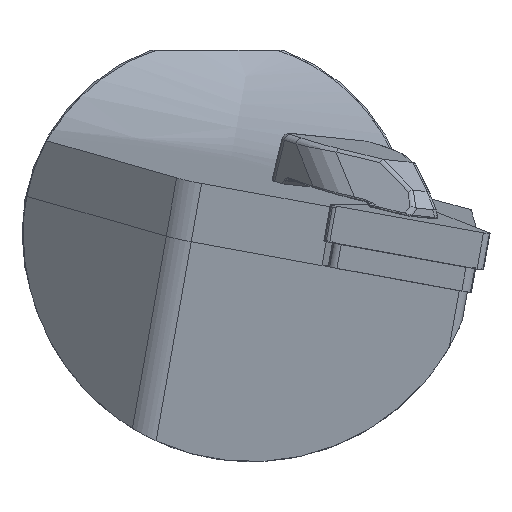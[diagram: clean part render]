
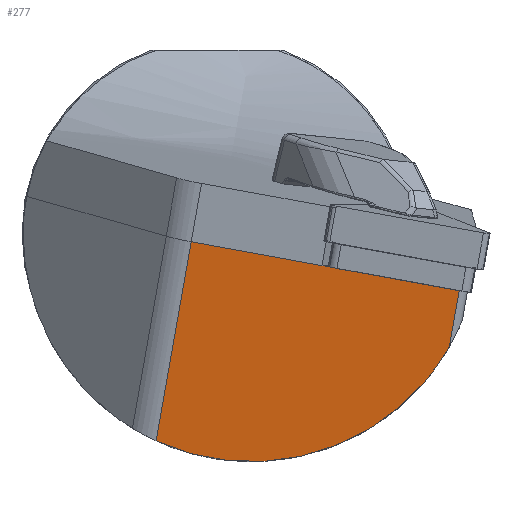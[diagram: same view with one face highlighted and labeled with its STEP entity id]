
A CAD part, left-side view. The second image highlights one B-rep face of the part: STEP entity #277.
In plain terms, the highlighted planar face has unit normal (-0.993, 0.069, -0.094).
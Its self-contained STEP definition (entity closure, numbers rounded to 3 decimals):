
#185=ELLIPSE('',#1804,29.451,29.25);
#277=ADVANCED_FACE('',(#418),#370,.F.);
#370=PLANE('',#1836);
#418=FACE_OUTER_BOUND('',#520,.T.);
#520=EDGE_LOOP('',(#957,#958,#959,#960,#961,#962));
#609=LINE('',#2504,#722);
#620=LINE('',#2603,#733);
#633=LINE('',#3088,#746);
#634=LINE('',#3090,#747);
#635=LINE('',#3091,#748);
#722=VECTOR('',#1996,1.);
#733=VECTOR('',#2031,1.);
#746=VECTOR('',#2098,1.);
#747=VECTOR('',#2101,1.);
#748=VECTOR('',#2102,1.);
#957=ORIENTED_EDGE('',*,*,#1562,.T.);
#958=ORIENTED_EDGE('',*,*,#1486,.T.);
#959=ORIENTED_EDGE('',*,*,#1510,.T.);
#960=ORIENTED_EDGE('',*,*,#1563,.T.);
#961=ORIENTED_EDGE('',*,*,#1502,.T.);
#962=ORIENTED_EDGE('',*,*,#1561,.F.);
#1331=VERTEX_POINT('',#2501);
#1332=VERTEX_POINT('',#2503);
#1346=VERTEX_POINT('',#2572);
#1347=VERTEX_POINT('',#2574);
#1354=VERTEX_POINT('',#2604);
#1386=VERTEX_POINT('',#3087);
#1486=EDGE_CURVE('',#1331,#1332,#609,.T.);
#1502=EDGE_CURVE('',#1347,#1346,#185,.T.);
#1510=EDGE_CURVE('',#1332,#1354,#620,.T.);
#1561=EDGE_CURVE('',#1386,#1346,#633,.T.);
#1562=EDGE_CURVE('',#1386,#1331,#634,.T.);
#1563=EDGE_CURVE('',#1354,#1347,#635,.T.);
#1804=AXIS2_PLACEMENT_3D('',#2573,#2020,#2021);
#1836=AXIS2_PLACEMENT_3D('',#3092,#2103,#2104);
#1996=DIRECTION('',(0.052,0.983,0.179));
#2020=DIRECTION('',(-0.993,0.069,-0.094));
#2021=DIRECTION('',(-0.117,-0.589,0.799));
#2031=DIRECTION('',(0.052,0.983,0.179));
#2098=DIRECTION('',(0.105,0.173,-0.979));
#2101=DIRECTION('',(0.052,0.983,0.179));
#2102=DIRECTION('',(0.105,0.173,-0.979));
#2103=DIRECTION('',(0.993,-0.069,0.094));
#2104=DIRECTION('',(0.094,0.,-0.996));
#2501=CARTESIAN_POINT('',(-246.639,-20.164,-4.553));
#2503=CARTESIAN_POINT('',(-246.572,-18.887,-4.321));
#2504=CARTESIAN_POINT('',(-247.495,-36.487,-7.523));
#2572=CARTESIAN_POINT('',(-246.723,-35.213,-14.748));
#2573=CARTESIAN_POINT('',(-246.328,-9.828,-0.217));
#2574=CARTESIAN_POINT('',(-242.968,2.376,-26.8));
#2603=CARTESIAN_POINT('',(-247.495,-36.487,-7.523));
#2604=CARTESIAN_POINT('',(-245.693,-2.126,-1.272));
#3087=CARTESIAN_POINT('',(-247.495,-36.487,-7.523));
#3088=CARTESIAN_POINT('',(-306.039,-133.211,541.024));
#3090=CARTESIAN_POINT('',(-247.495,-36.487,-7.523));
#3091=CARTESIAN_POINT('',(-304.237,-98.849,547.275));
#3092=CARTESIAN_POINT('',(-306.039,-133.211,541.024));
